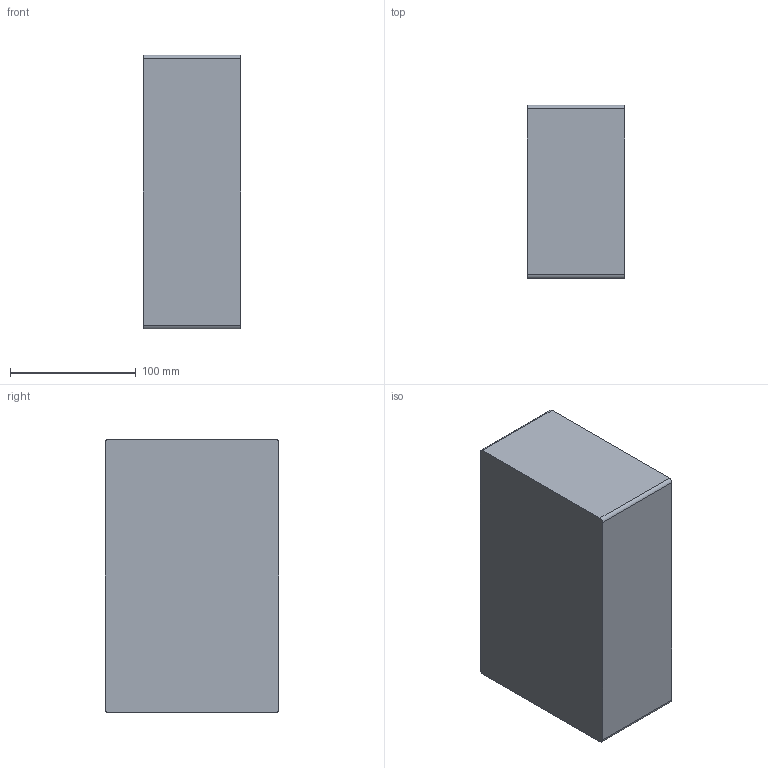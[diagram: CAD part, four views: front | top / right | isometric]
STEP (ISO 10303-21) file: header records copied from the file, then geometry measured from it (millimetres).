
FILE_DESCRIPTION(/* description */ (''),/* implementation_level */ '2;1');
FILE_NAME(/* name */ 'сцинтилляционный спектрометр гамма-излучения v53.step',/* time_stamp */ '2022-03-05T12:09:16+03:00',/* author */ (''),/* organization */ (''),/* preprocessor_version */ 'ST-DEVELOPER v18.1',/* originating_system */ 'Autodesk Translation Framework v10.13.0.1454',/* authorisation */ '');
FILE_SCHEMA (('AUTOMOTIVE_DESIGN { 1 0 10303 214 3 1 1 }'));
Products named in the file (12): сцинтилляционный 
спектрометр гамма-
излучения; ФЭУ - 85; сцинтиллятор; гнездо; коробка; верхнее крепление; крепеж ФЭУ; задняя стойка; винт; симметричная 
боковина; задняя стойка_
1; передняя стойка
Assembly tree (13 placements, depth 2):
  сцинтилляционный 
спектрометр гамма-
излучения
    ФЭУ - 85
    сцинтиллятор
    гнездо
    коробка
    верхнее крепление
    крепеж ФЭУ
    задняя стойка
    винт
    симметричная 
боковина  x2
    задняя стойка_
1
    передняя стойка  x2
Bounding box: 78 x 138 x 218 mm (x, y, z)
Volume: 750818 mm3; surface area: 336157 mm2
Topology: 13 solids, 13 shells, 1182 faces, 2831 edges, 1747 vertices
Faces by surface type: plane 528, cylinder 336, bspline 298, cone 18, torus 2
Full cylindrical faces by diameter (mm): 1 x28, 2 x14, 3 x14, 6 x6, 7.5 x1, 8 x1, 28 x2, 30 x2, 31 x1, 38 x1, 38.4 x1, 45 x1, 46 x3, 48 x2, 68 x1
Entity records: 46868 total; most frequent: CARTESIAN_POINT 21637, ORIENTED_EDGE 5380, DIRECTION 4682, EDGE_CURVE 2690, AXIS2_PLACEMENT_3D 1742, VERTEX_POINT 1653, EDGE_LOOP 1229, LINE 1198
